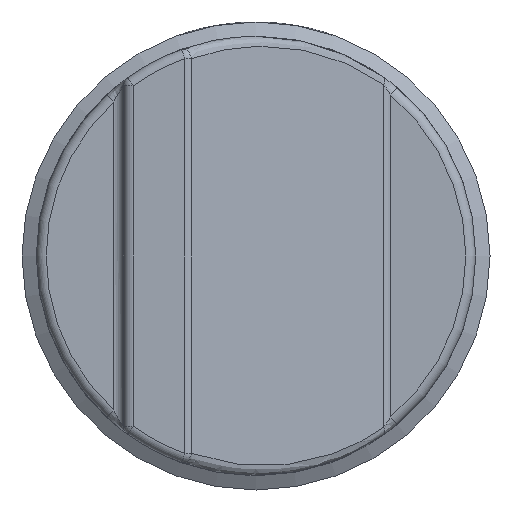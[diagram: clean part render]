
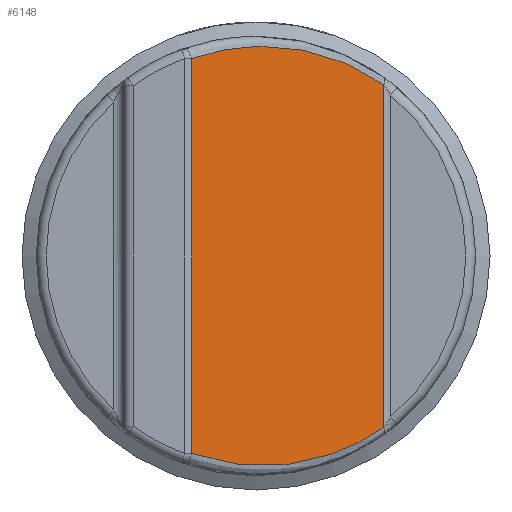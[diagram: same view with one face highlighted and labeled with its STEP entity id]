
A CAD part, front view. The second image highlights one B-rep face of the part: STEP entity #6148.
In plain terms, the highlighted planar face has unit normal (0.682, -0.731, 0).
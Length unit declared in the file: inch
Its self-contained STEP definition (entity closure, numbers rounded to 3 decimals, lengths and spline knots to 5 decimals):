
#466 = VECTOR ( 'NONE', #3699, 39.37008 ) ;
#720 = CARTESIAN_POINT ( 'NONE',  ( 0.99164, -0.02398, 2.28954 ) ) ;
#774 = FACE_OUTER_BOUND ( 'NONE', #4713, .T. ) ;
#843 = ORIENTED_EDGE ( 'NONE', *, *, #5832, .T. ) ;
#1112 = CARTESIAN_POINT ( 'NONE',  ( 0.70055, -0.29542, 2.32095 ) ) ;
#1187 = CARTESIAN_POINT ( 'NONE',  ( 0.99164, -0.02398, 2.28155 ) ) ;
#1249 = CARTESIAN_POINT ( 'NONE',  ( 0.70055, -0.29542, 1.66775 ) ) ;
#1305 = CARTESIAN_POINT ( 'NONE',  ( 0.70055, -0.29542, 2.32095 ) ) ;
#1390 = CARTESIAN_POINT ( 'NONE',  ( 0.99164, -0.02398, 1.76261 ) ) ;
#1492 = CARTESIAN_POINT ( 'NONE',  ( 0.70055, -0.29542, 1.72321 ) ) ;
#1612 = VERTEX_POINT ( 'NONE', #1112 ) ;
#1637 = CARTESIAN_POINT ( 'NONE',  ( 0.90514, -0.10464, 2.34267 ) ) ;
#1680 = CARTESIAN_POINT ( 'NONE',  ( 0.80018, -0.20251, 2.35687 ) ) ;
#1900 = VECTOR ( 'NONE', #4637, 39.37008 ) ;
#2021 = AXIS2_PLACEMENT_3D ( 'NONE', #5011, #4179, #5628 ) ;
#2042 = VERTEX_POINT ( 'NONE', #1492 ) ;
#2264 = ORIENTED_EDGE ( 'NONE', *, *, #6075, .T. ) ;
#2380 = CARTESIAN_POINT ( 'NONE',  ( 0.70055, -0.29542, 1.72321 ) ) ;
#3324 = CARTESIAN_POINT ( 'NONE',  ( 0.90514, -0.10464, 1.7015 ) ) ;
#3388 = CARTESIAN_POINT ( 'NONE',  ( 0.80018, -0.20251, 1.68729 ) ) ;
#3699 = DIRECTION ( 'NONE',  ( 0., 0., 1. ) ) ;
#4179 = DIRECTION ( 'NONE',  ( -0.682, 0.731, 0. ) ) ;
#4283 =( BOUNDED_CURVE ( )  B_SPLINE_CURVE ( 3, ( #2380, #3388, #3324, #4782 ),
 .UNSPECIFIED., .F., .T. ) 
 B_SPLINE_CURVE_WITH_KNOTS ( ( 4, 4 ),
 ( 4.36635, 5.3275 ),
 .UNSPECIFIED. ) 
 CURVE ( )  GEOMETRIC_REPRESENTATION_ITEM ( )  RATIONAL_B_SPLINE_CURVE ( ( 1., 0.924, 0.924, 1. ) ) 
 REPRESENTATION_ITEM ( '' )  );
#4288 = EDGE_CURVE ( 'NONE', #1612, #2042, #5510, .T. ) ;
#4330 = ORIENTED_EDGE ( 'NONE', *, *, #4541, .T. ) ;
#4455 =( BOUNDED_CURVE ( )  B_SPLINE_CURVE ( 3, ( #4524, #1637, #1680, #1305 ),
 .UNSPECIFIED., .F., .T. ) 
 B_SPLINE_CURVE_WITH_KNOTS ( ( 4, 4 ),
 ( 0.95568, 1.91683 ),
 .UNSPECIFIED. ) 
 CURVE ( )  GEOMETRIC_REPRESENTATION_ITEM ( )  RATIONAL_B_SPLINE_CURVE ( ( 1., 0.924, 0.924, 1. ) ) 
 REPRESENTATION_ITEM ( '' )  );
#4524 = CARTESIAN_POINT ( 'NONE',  ( 0.99164, -0.02398, 2.28155 ) ) ;
#4541 = EDGE_CURVE ( 'NONE', #2042, #5251, #4283, .T. ) ;
#4637 = DIRECTION ( 'NONE',  ( 0., 0., -1. ) ) ;
#4713 = EDGE_LOOP ( 'NONE', ( #2264, #6024, #4330, #843 ) ) ;
#4782 = CARTESIAN_POINT ( 'NONE',  ( 0.99164, -0.02398, 1.76261 ) ) ;
#5011 = CARTESIAN_POINT ( 'NONE',  ( 0.99596, -0.01995, 1.66775 ) ) ;
#5251 = VERTEX_POINT ( 'NONE', #1390 ) ;
#5510 = LINE ( 'NONE', #1249, #1900 ) ;
#5596 = LINE ( 'NONE', #720, #466 ) ;
#5628 = DIRECTION ( 'NONE',  ( -0.731, -0.682, 0. ) ) ;
#5832 = EDGE_CURVE ( 'NONE', #5251, #6108, #5596, .T. ) ;
#6024 = ORIENTED_EDGE ( 'NONE', *, *, #4288, .T. ) ;
#6075 = EDGE_CURVE ( 'NONE', #6108, #1612, #4455, .T. ) ;
#6108 = VERTEX_POINT ( 'NONE', #1187 ) ;
#6114 = PLANE ( 'NONE',  #2021 ) ;
#6148 = ADVANCED_FACE ( 'NONE', ( #774 ), #6114, .F. ) ;
